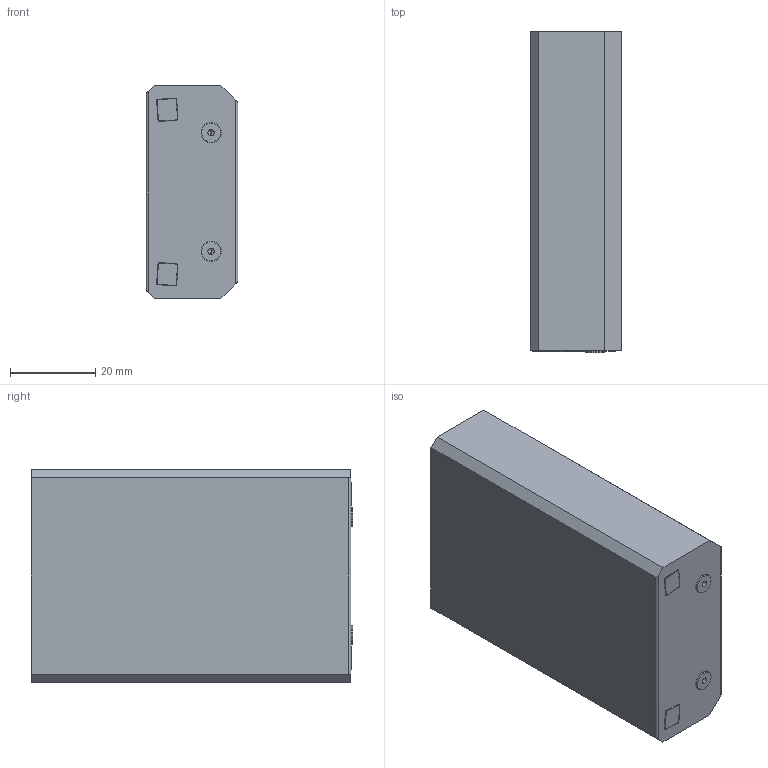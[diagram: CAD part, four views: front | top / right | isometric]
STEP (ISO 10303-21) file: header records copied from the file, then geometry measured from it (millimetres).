
FILE_DESCRIPTION (( 'STEP AP214' ), '1' );
FILE_NAME ('bau0146987768.step', '2021-03-23T06:39:51', ( '' ), ( '' ), 'SwSTEP 2.0', 'SolidWorks 2019', '' );
FILE_SCHEMA (( 'AUTOMOTIVE_DESIGN' ));
Length unit declared in the file: millimetre
Products named in the file (1): bau0146987768
Bounding box: 21.5 x 75.2 x 50 mm (x, y, z)
Volume: 78020.2 mm3; surface area: 12976.8 mm2
Topology: 1 solids, 1 shells, 76 faces, 182 edges, 108 vertices
Faces by surface type: cylinder 32, plane 22, torus 14, cone 8
Entity records: 2226 total; most frequent: DIRECTION 406, CARTESIAN_POINT 371, ORIENTED_EDGE 348, EDGE_CURVE 174, AXIS2_PLACEMENT_3D 159, VERTEX_POINT 108, LINE 88, VECTOR 88
